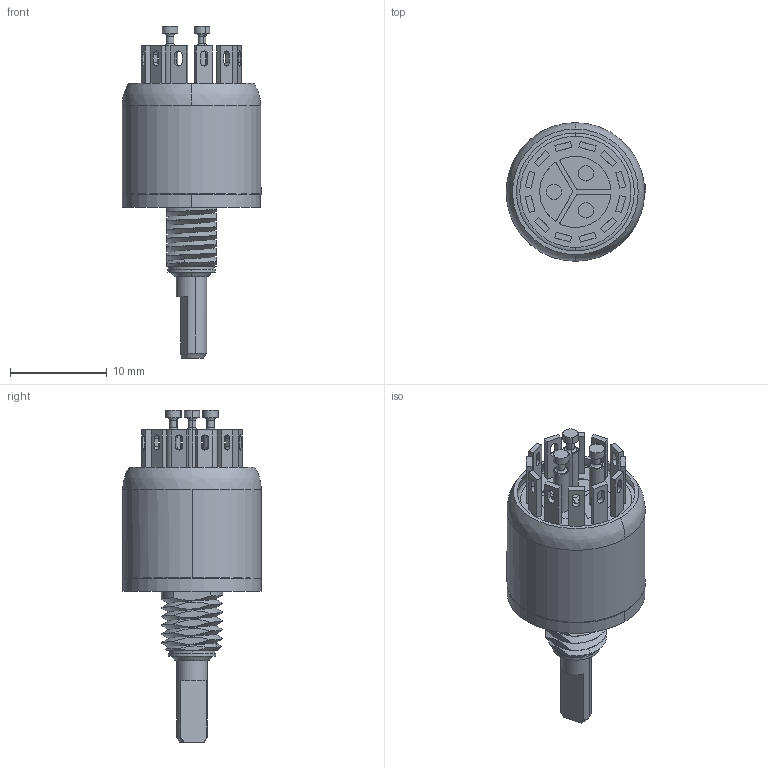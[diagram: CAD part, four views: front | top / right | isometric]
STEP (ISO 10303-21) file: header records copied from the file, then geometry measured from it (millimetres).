
FILE_DESCRIPTION((''),'2;1');
FILE_NAME('51CD30-01-3-04N_SW0001','2014-09-10T',('TNAUMES'),(''),'PRO/ENGINEER BY PARAMETRIC TECHNOLOGY CORPORATION, 2011490','PRO/ENGINEER BY PARAMETRIC TECHNOLOGY CORPORATION, 2011490','');
FILE_SCHEMA(('CONFIG_CONTROL_DESIGN'));
Length unit declared in the file: inch
Products named in the file (1): 51CD30-01-3-04N_SW0001
Bounding box: 14.45 x 14.33 x 34.34 mm (x, y, z)
Surface area: 1993.9 mm2 (no closed solid volume)
Topology: 0 solids, 21 shells, 243 faces, 728 edges, 518 vertices
Faces by surface type: plane 131, cylinder 79, torus 14, bspline 10, cone 9
Entity records: 10425 total; most frequent: CARTESIAN_POINT 3803, DIRECTION 1329, ORIENTED_EDGE 1258, EDGE_CURVE 728, VERTEX_POINT 518, VECTOR 453, LINE 453, AXIS2_PLACEMENT_3D 438
